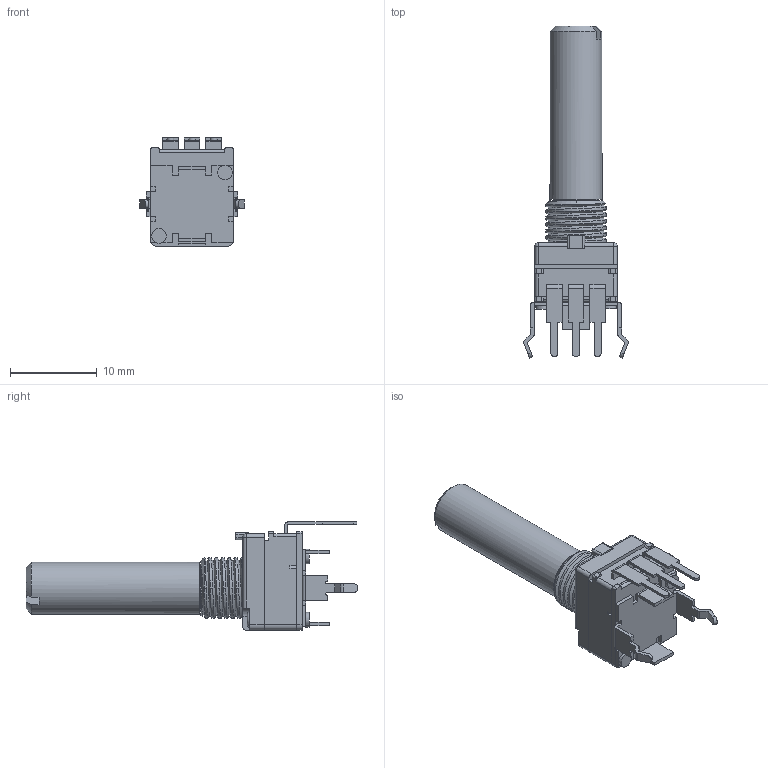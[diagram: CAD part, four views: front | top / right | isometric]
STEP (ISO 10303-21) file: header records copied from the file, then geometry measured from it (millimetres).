
FILE_DESCRIPTION(/* description */ (''),/* implementation_level */ '2;1');
FILE_NAME(/* name */ 'P0915N-EC15B_25mm.step',/* time_stamp */ '2023-09-13T17:13:10+03:00',/* author */ (''),/* organization */ (''),/* preprocessor_version */ 'ST-DEVELOPER v20',/* originating_system */ 'Autodesk Translation Framework v12.9.0.99',/* authorisation */ '');
FILE_SCHEMA (('AUTOMOTIVE_DESIGN { 1 0 10303 214 3 1 1 }'));
Length unit declared in the file: millimetre
Products named in the file (7): P0915N-EC15B; 13150-L5; 13258; 13156-1; 13259-1; 13169; 13152-1-L15RE
Assembly tree (7 placements, depth 2):
  P0915N-EC15B
    13150-L5
    13258
    13156-1
    13259-1
    13169  x2
    13152-1-L15RE
Bounding box: 12.1 x 38.3 x 12.5 mm (x, y, z)
Volume: 1448.2 mm3; surface area: 2107.9 mm2
Topology: 7 solids, 7 shells, 288 faces, 790 edges, 522 vertices
Faces by surface type: plane 178, cylinder 93, bspline 7, cone 6, sphere 2, torus 2
Full cylindrical faces by diameter (mm): 0.6 x2, 1.15 x2, 1.2 x8, 1.3 x2, 1.7 x2, 3.5 x1, 3.51 x2, 5.1 x1, 6 x1, 7 x5
Entity records: 11292 total; most frequent: CARTESIAN_POINT 3703, ORIENTED_EDGE 1550, DIRECTION 1509, EDGE_CURVE 775, LINE 549, VECTOR 549, VERTEX_POINT 513, AXIS2_PLACEMENT_3D 480
